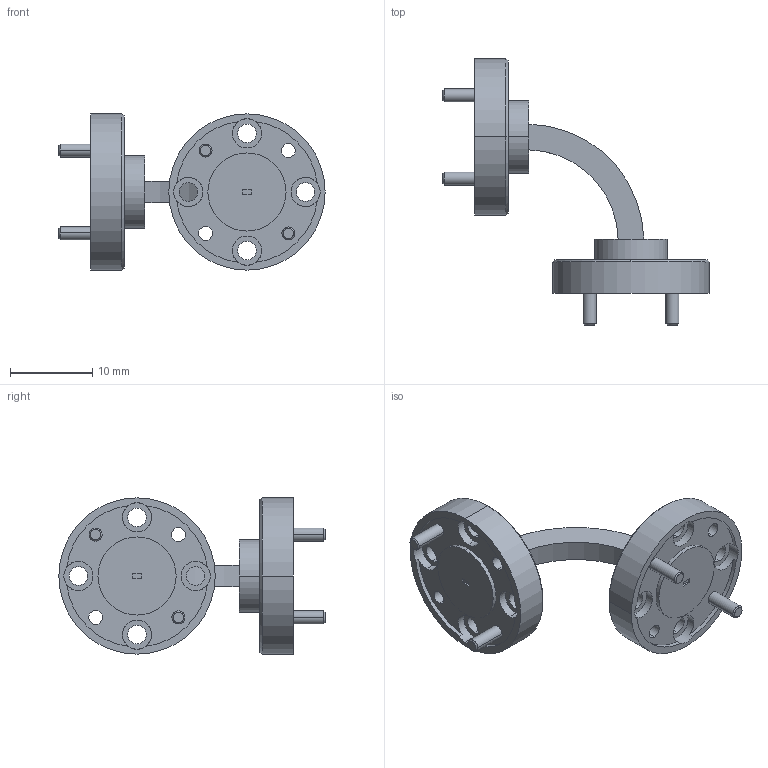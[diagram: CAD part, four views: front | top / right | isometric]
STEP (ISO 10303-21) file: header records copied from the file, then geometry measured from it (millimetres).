
FILE_DESCRIPTION (( 'STEP AP214' ), '1' );
FILE_NAME ('WB-H04-A-L, 0.75x0.75.STEP', '2022-07-20T20:17:42', ( '' ), ( '' ), 'SwSTEP 2.0', 'SolidWorks 2021', '' );
FILE_SCHEMA (( 'AUTOMOTIVE_DESIGN' ));
Length unit declared in the file: inch
Products named in the file (1): WB-H04-A-L, 0.75x0.75
Bounding box: 32.45 x 32.45 x 19.05 mm (x, y, z)
Volume: 2457.6 mm3; surface area: 2497.3 mm2
Topology: 5 solids, 5 shells, 136 faces, 330 edges, 214 vertices
Faces by surface type: cylinder 78, plane 38, cone 20
Entity records: 5954 total; most frequent: DIRECTION 798, CARTESIAN_POINT 681, ORIENTED_EDGE 660, AXIS2_PLACEMENT_3D 331, EDGE_CURVE 330, VERTEX_POINT 214, CIRCLE 194, EDGE_LOOP 178
